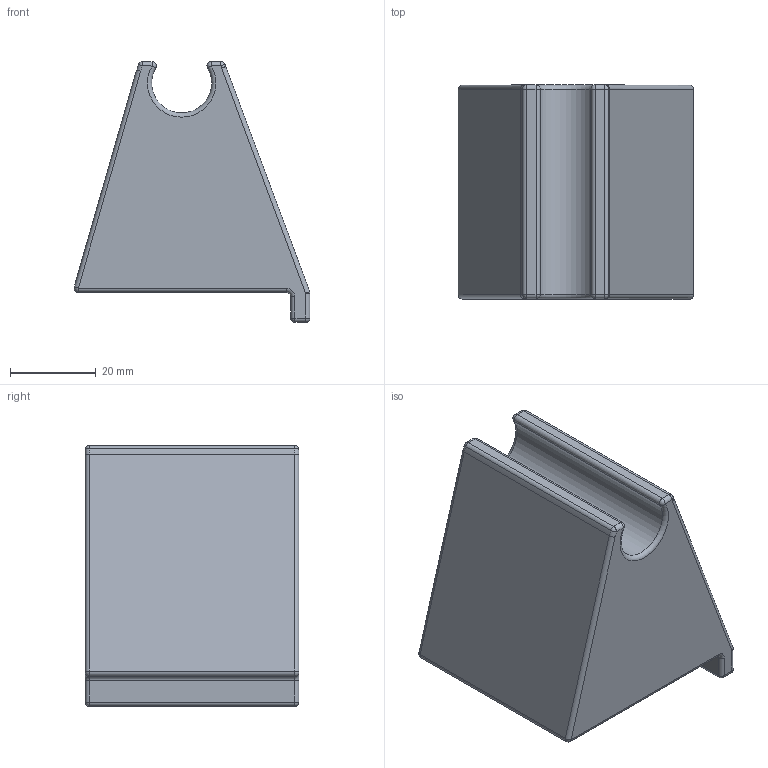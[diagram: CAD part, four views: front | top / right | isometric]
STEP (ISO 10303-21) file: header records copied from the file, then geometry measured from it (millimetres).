
FILE_DESCRIPTION(/* description */ (''),/* implementation_level */ '2;1');
FILE_NAME(/* name */ 'Ofengriff_Blocker_v1.step',/* time_stamp */ '2025-03-29T14:11:40+01:00',/* author */ (''),/* organization */ (''),/* preprocessor_version */ 'ST-DEVELOPER v20.1',/* originating_system */ 'Autodesk Translation Framework v14.4.0.0',/* authorisation */ '');
FILE_SCHEMA (('AUTOMOTIVE_DESIGN { 1 0 10303 214 3 1 1 }'));
Length unit declared in the file: millimetre
Products named in the file (1): Ofengriff_Blocker
Bounding box: 55.19 x 50 x 61 mm (x, y, z)
Volume: 96143.6 mm3; surface area: 14675.3 mm2
Topology: 1 solids, 1 shells, 62 faces, 124 edges, 64 vertices
Faces by surface type: cylinder 28, sphere 16, plane 10, torus 8
Entity records: 1605 total; most frequent: DIRECTION 322, CARTESIAN_POINT 251, ORIENTED_EDGE 248, AXIS2_PLACEMENT_3D 135, EDGE_CURVE 124, CIRCLE 72, VERTEX_POINT 64, FACE_OUTER_BOUND 62
